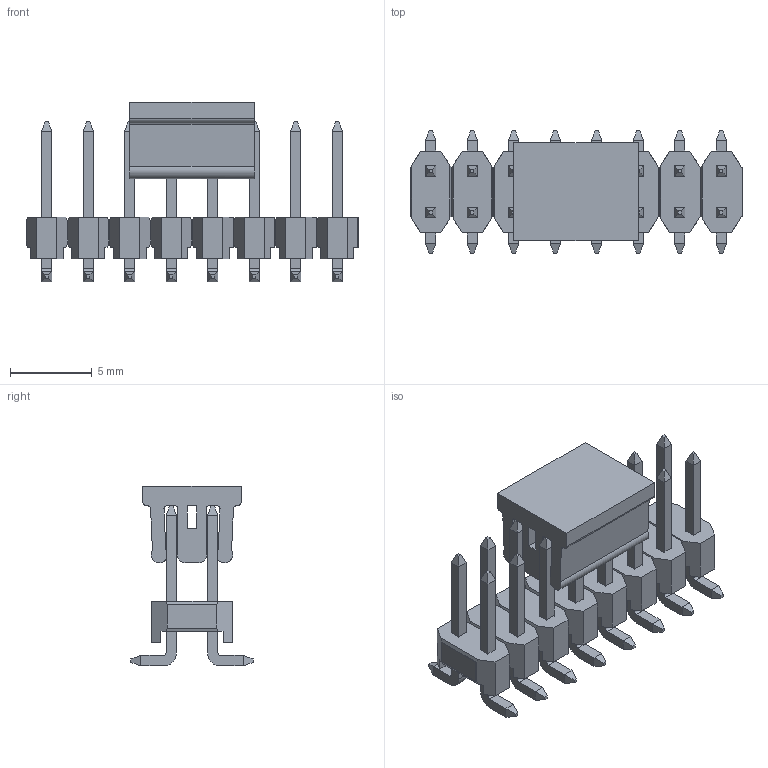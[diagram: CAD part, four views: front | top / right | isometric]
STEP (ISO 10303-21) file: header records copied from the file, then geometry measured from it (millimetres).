
FILE_DESCRIPTION((''),'2;1');
FILE_NAME('HW502_ASM','2023-11-23T',('PLALX-SALES6'),(''),'PRO/ENGINEER BY PARAMETRIC TECHNOLOGY CORPORATION, 2015440','PRO/ENGINEER BY PARAMETRIC TECHNOLOGY CORPORATION, 2015440','');
FILE_SCHEMA(('AUTOMOTIVE_DESIGN { 1 0 10303 214 1 1 1 1 }'));
Length unit declared in the file: millimetre
Products named in the file (39): LAYER-510_1; LAYER-1050_1; LAYER-1590_1; LAYER-2130_1; LAYER-2670_1; LAYER-3210_1; LAYER-3750_1; LAYER-4290_1; LAYER-6230_1; LAYER-6770_1; LAYER-7310_1; MSBR-13600_1; MSBR-20100_1; MSBR-26600_1; MSBR-33100_1; MSBR-39600_1; MSBR-46100_1; MSBR-52600_1; MSBR-59100_1; MSBR-69920_1; MSBR-70250_ASM_1_ASM; MSBR-76520_1; MSBR-83020_1; MSBR_1-89520_1; MSBR_1-90030_ASM_1_ASM; MSBR_1-195950_1; MSBR_1-199180_ASM_1_ASM; MSBR_1-205450_1; MSBR_1-205960_ASM_1_ASM; MSBR_1_1-212230_1; MSBR_1_1-212740_ASM_1_ASM; MSBR_1_1-219010_1; MSBR_1_1-219520_ASM_1_ASM; MSBR_1_1_1-225790_1; MSBR_1_1_1-226300_ASM_1_ASM; MSBR_1_1_1-232570_1; MSBR_1_1_1-233080_ASM_1_ASM; HW502-165HR_ASM_1_ASM; HW502_ASM
Assembly tree (38 placements, depth 4):
  HW502_ASM
    HW502-165HR_ASM_1_ASM
      LAYER-510_1
      LAYER-1050_1
      LAYER-1590_1
      LAYER-2130_1
      LAYER-2670_1
      LAYER-3210_1
      LAYER-3750_1
      LAYER-4290_1
      LAYER-6230_1
      LAYER-6770_1
      LAYER-7310_1
      MSBR-13600_1
      MSBR-20100_1
      MSBR-26600_1
      MSBR-33100_1
      MSBR-39600_1
      MSBR-46100_1
      MSBR-52600_1
      MSBR-59100_1
      MSBR-70250_ASM_1_ASM
        MSBR-69920_1
      MSBR-76520_1
      MSBR-83020_1
      MSBR_1-90030_ASM_1_ASM
        MSBR_1-89520_1
      MSBR_1-199180_ASM_1_ASM
        MSBR_1-195950_1
      MSBR_1-205960_ASM_1_ASM
        MSBR_1-205450_1
      MSBR_1_1-212740_ASM_1_ASM
        MSBR_1_1-212230_1
      MSBR_1_1-219520_ASM_1_ASM
        MSBR_1_1-219010_1
      MSBR_1_1_1-226300_ASM_1_ASM
        MSBR_1_1_1-225790_1
      MSBR_1_1_1-233080_ASM_1_ASM
        MSBR_1_1_1-232570_1
Bounding box: 20.32 x 7.5 x 11 mm (x, y, z)
Volume: 375.5 mm3; surface area: 1215.5 mm2
Topology: 18 solids, 18 shells, 610 faces, 1498 edges, 924 vertices
Faces by surface type: plane 566, cylinder 44
Entity records: 24201 total; most frequent: CARTESIAN_POINT 3219, DIRECTION 3050, ORIENTED_EDGE 2996, PRESENTATION_STYLE_ASSIGNMENT 1548, STYLED_ITEM 1548, CURVE_STYLE 1498, EDGE_CURVE 1498, VECTOR 1394
